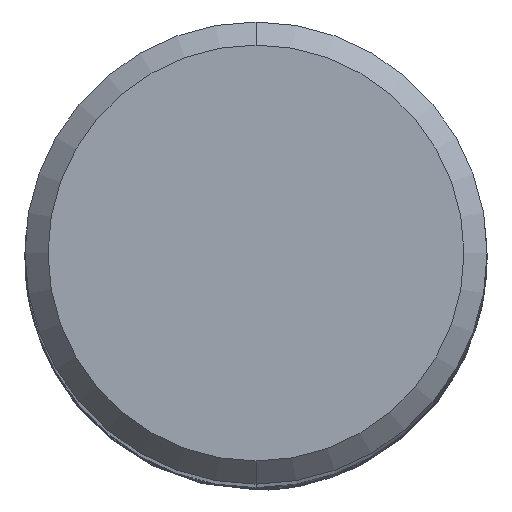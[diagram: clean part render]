
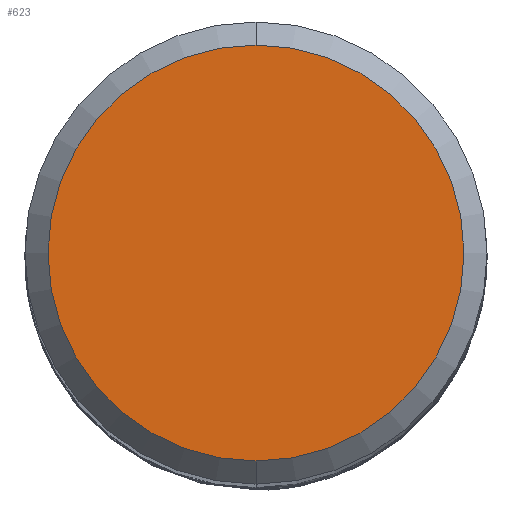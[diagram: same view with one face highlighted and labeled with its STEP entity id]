
A CAD part, top view. The second image highlights one B-rep face of the part: STEP entity #623.
In plain terms, the highlighted planar face has unit normal (0, 0, 1).
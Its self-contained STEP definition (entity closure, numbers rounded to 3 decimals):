
#623=ADVANCED_FACE('',(#1822),#1823,.T.);
#649=EDGE_CURVE('',#971,#1621,#1851,.T.);
#971=VERTEX_POINT('',#2204);
#1351=EDGE_CURVE('',#1621,#971,#2617,.T.);
#1621=VERTEX_POINT('',#2912);
#1822=FACE_OUTER_BOUND('',#3120,.T.);
#1823=PLANE('',#3121);
#1851=CIRCLE('',#3740,5.4);
#2204=CARTESIAN_POINT('',(0.,-5.4,0.0));
#2617=CIRCLE('',#17456,5.4);
#2912=CARTESIAN_POINT('',(0.0,5.4,0.0));
#3120=EDGE_LOOP('',(#23522,#23523));
#3121=AXIS2_PLACEMENT_3D('',#23524,#23525,#23526);
#3740=AXIS2_PLACEMENT_3D('',#23550,#23551,#23552);
#17456=AXIS2_PLACEMENT_3D('',#24276,#24277,#24278);
#23522=ORIENTED_EDGE('',*,*,#1351,.F.);
#23523=ORIENTED_EDGE('',*,*,#649,.F.);
#23524=CARTESIAN_POINT('',(0.0,2.7,0.0));
#23525=DIRECTION('',(-0.0,0.0,1.0));
#23526=DIRECTION('',(0.0,-1.0,0.0));
#23550=CARTESIAN_POINT('',(0.0,0.0,0.0));
#23551=DIRECTION('',(0.0,0.0,-1.0));
#23552=DIRECTION('',(0.0,1.0,0.0));
#24276=CARTESIAN_POINT('',(0.0,0.0,0.0));
#24277=DIRECTION('',(0.0,0.0,-1.0));
#24278=DIRECTION('',(0.0,1.0,0.0));
